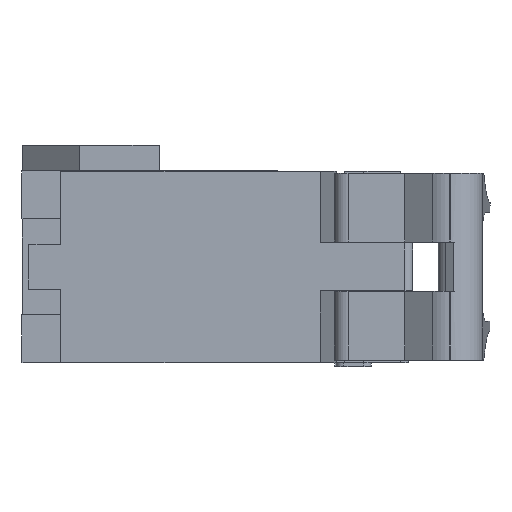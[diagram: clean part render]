
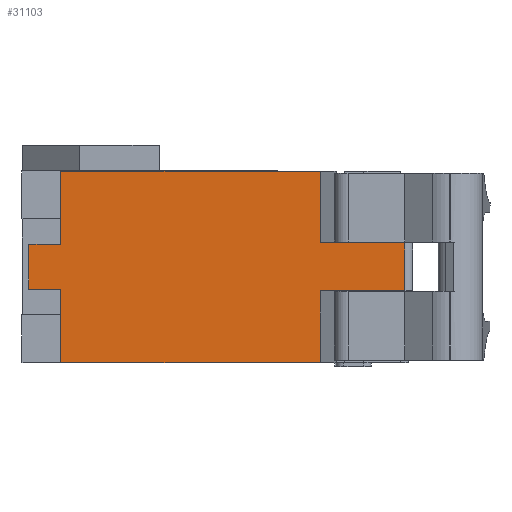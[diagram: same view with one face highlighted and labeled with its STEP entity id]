
A CAD part, left-side view. The second image highlights one B-rep face of the part: STEP entity #31103.
In plain terms, the highlighted planar face has unit normal (-1, 0, 0).
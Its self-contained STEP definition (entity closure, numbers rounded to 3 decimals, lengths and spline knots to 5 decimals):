
#2668=FACE_OUTER_BOUND('',#4310,.T.);
#4310=EDGE_LOOP('',(#25907,#25908,#25909,#25910,#25911,#25912,#25913,#25914,
#25915,#25916,#25917,#25918));
#7655=LINE('',#50883,#11186);
#7670=LINE('',#50912,#11201);
#7671=LINE('',#50914,#11202);
#7672=LINE('',#50916,#11203);
#7673=LINE('',#50918,#11204);
#7674=LINE('',#50920,#11205);
#7675=LINE('',#50922,#11206);
#7676=LINE('',#50924,#11207);
#7677=LINE('',#50926,#11208);
#7678=LINE('',#50928,#11209);
#7679=LINE('',#50930,#11210);
#7680=LINE('',#50931,#11211);
#11186=VECTOR('',#39847,0.3937);
#11201=VECTOR('',#39874,0.3937);
#11202=VECTOR('',#39875,0.3937);
#11203=VECTOR('',#39876,0.3937);
#11204=VECTOR('',#39877,0.3937);
#11205=VECTOR('',#39878,0.3937);
#11206=VECTOR('',#39879,0.3937);
#11207=VECTOR('',#39880,0.3937);
#11208=VECTOR('',#39881,0.3937);
#11209=VECTOR('',#39882,0.3937);
#11210=VECTOR('',#39883,0.3937);
#11211=VECTOR('',#39884,0.3937);
#13985=VERTEX_POINT('',#50880);
#13986=VERTEX_POINT('',#50882);
#13994=VERTEX_POINT('',#50911);
#13995=VERTEX_POINT('',#50913);
#13996=VERTEX_POINT('',#50915);
#13997=VERTEX_POINT('',#50917);
#13998=VERTEX_POINT('',#50919);
#13999=VERTEX_POINT('',#50921);
#14000=VERTEX_POINT('',#50923);
#14001=VERTEX_POINT('',#50925);
#14002=VERTEX_POINT('',#50927);
#14003=VERTEX_POINT('',#50929);
#18051=EDGE_CURVE('',#13986,#13985,#7655,.T.);
#18066=EDGE_CURVE('',#13994,#13986,#7670,.T.);
#18067=EDGE_CURVE('',#13985,#13995,#7671,.T.);
#18068=EDGE_CURVE('',#13995,#13996,#7672,.T.);
#18069=EDGE_CURVE('',#13996,#13997,#7673,.T.);
#18070=EDGE_CURVE('',#13998,#13997,#7674,.T.);
#18071=EDGE_CURVE('',#13998,#13999,#7675,.T.);
#18072=EDGE_CURVE('',#14000,#13999,#7676,.T.);
#18073=EDGE_CURVE('',#14001,#14000,#7677,.T.);
#18074=EDGE_CURVE('',#14002,#14001,#7678,.T.);
#18075=EDGE_CURVE('',#14002,#14003,#7679,.T.);
#18076=EDGE_CURVE('',#13994,#14003,#7680,.T.);
#25907=ORIENTED_EDGE('',*,*,#18066,.T.);
#25908=ORIENTED_EDGE('',*,*,#18051,.T.);
#25909=ORIENTED_EDGE('',*,*,#18067,.T.);
#25910=ORIENTED_EDGE('',*,*,#18068,.T.);
#25911=ORIENTED_EDGE('',*,*,#18069,.T.);
#25912=ORIENTED_EDGE('',*,*,#18070,.F.);
#25913=ORIENTED_EDGE('',*,*,#18071,.T.);
#25914=ORIENTED_EDGE('',*,*,#18072,.F.);
#25915=ORIENTED_EDGE('',*,*,#18073,.F.);
#25916=ORIENTED_EDGE('',*,*,#18074,.F.);
#25917=ORIENTED_EDGE('',*,*,#18075,.T.);
#25918=ORIENTED_EDGE('',*,*,#18076,.F.);
#27965=PLANE('',#33046);
#31103=ADVANCED_FACE('',(#2668),#27965,.T.);
#33046=AXIS2_PLACEMENT_3D('',#50910,#39872,#39873);
#39847=DIRECTION('',(0.,1.,0.));
#39872=DIRECTION('center_axis',(-1.,0.,0.));
#39873=DIRECTION('ref_axis',(0.,1.,0.));
#39874=DIRECTION('',(0.,0.,-1.));
#39875=DIRECTION('',(0.,0.,-1.));
#39876=DIRECTION('',(0.,-1.,0.));
#39877=DIRECTION('',(0.,0.,-1.));
#39878=DIRECTION('',(0.,1.,0.));
#39879=DIRECTION('',(0.,0.,1.));
#39880=DIRECTION('',(0.,1.,0.));
#39881=DIRECTION('',(0.,0.,-1.));
#39882=DIRECTION('',(0.,-1.,0.));
#39883=DIRECTION('',(0.,0.,1.));
#39884=DIRECTION('',(0.,-1.,0.));
#50880=CARTESIAN_POINT('',(-0.57575,0.05285,0.02541));
#50882=CARTESIAN_POINT('',(-0.57575,0.01285,0.02541));
#50883=CARTESIAN_POINT('',(-0.57575,-0.20674,0.02541));
#50910=CARTESIAN_POINT('Origin',(-0.57575,-0.42815,
-0.00259));
#50911=CARTESIAN_POINT('',(-0.57575,0.01285,0.11741));
#50912=CARTESIAN_POINT('',(-0.57575,0.01285,0.02641));
#50913=CARTESIAN_POINT('',(-0.57575,0.05285,-0.03059));
#50914=CARTESIAN_POINT('',(-0.57575,0.05285,-0.00259));
#50915=CARTESIAN_POINT('',(-0.57575,0.01285,-0.03059));
#50916=CARTESIAN_POINT('',(-0.57575,-0.20674,-0.03059));
#50917=CARTESIAN_POINT('',(-0.57575,0.01285,-0.12259));
#50918=CARTESIAN_POINT('',(-0.57575,0.01285,-0.06259));
#50919=CARTESIAN_POINT('',(-0.57575,-0.31262,-0.12259));
#50920=CARTESIAN_POINT('',(-0.57575,-0.42815,-0.12259));
#50921=CARTESIAN_POINT('',(-0.57575,-0.31262,-0.03259));
#50922=CARTESIAN_POINT('',(-0.57575,-0.31262,-0.06259));
#50923=CARTESIAN_POINT('',(-0.57575,-0.41815,-0.03259));
#50924=CARTESIAN_POINT('',(-0.57575,-0.42815,-0.03259));
#50925=CARTESIAN_POINT('',(-0.57575,-0.41815,0.02741));
#50926=CARTESIAN_POINT('',(-0.57575,-0.41815,-0.00259));
#50927=CARTESIAN_POINT('',(-0.57575,-0.31262,0.02741));
#50928=CARTESIAN_POINT('',(-0.57575,-0.31262,0.02741));
#50929=CARTESIAN_POINT('',(-0.57575,-0.31262,0.11741));
#50930=CARTESIAN_POINT('',(-0.57575,-0.31262,0.05741));
#50931=CARTESIAN_POINT('',(-0.57575,-0.42815,0.11741));
